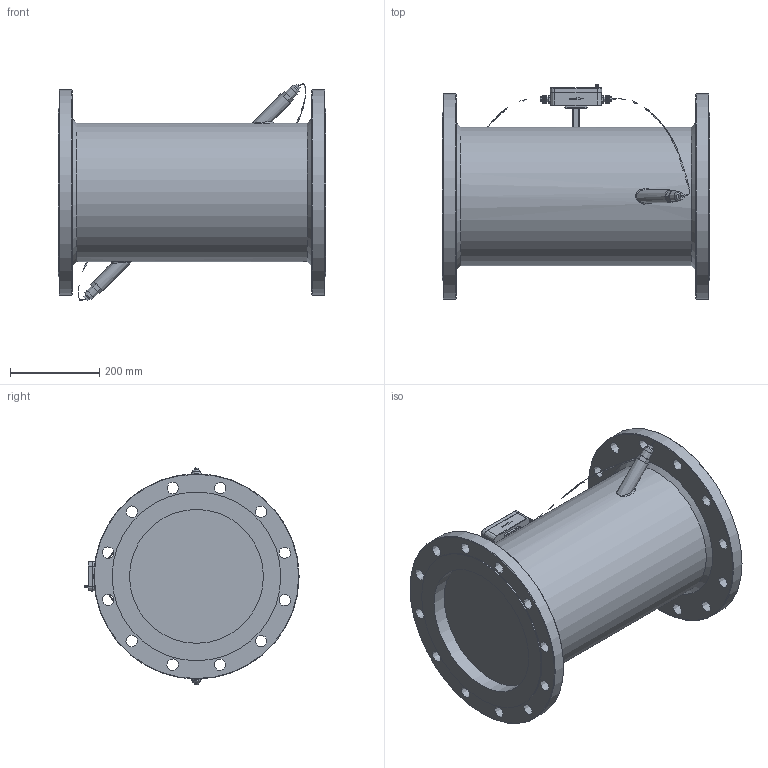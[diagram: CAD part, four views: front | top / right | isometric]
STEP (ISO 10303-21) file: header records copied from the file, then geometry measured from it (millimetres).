
FILE_DESCRIPTION(/* description */ (''),/* implementation_level */ '2;1');
FILE_NAME(/* name */ 'DN300.stp',/* time_stamp */ '2015-07-29T10:46:03+03:00',/* author */ ('ZavodPSI'),/* organization */ (''),/* preprocessor_version */ 'ST-DEVELOPER v15.6',/* originating_system */ 'Autodesk Inventor 2015',/* authorisation */ '');
FILE_SCHEMA (('AUTOMOTIVE_DESIGN { 1 0 10303 214 3 1 1 }'));
Length unit declared in the file: millimetre
Products named in the file (1): DN300
Bounding box: 600 x 480 x 487.52 mm (x, y, z)
Volume: 46390381.8 mm3; surface area: 1347630.8 mm2
Topology: 20 solids, 20 shells, 621 faces, 1642 edges, 1083 vertices
Faces by surface type: plane 416, cylinder 163, bspline 26, torus 12, cone 4
Full cylindrical faces by diameter (mm): 2 x1, 4 x3, 6 x2, 12 x2, 14 x2, 21 x2, 23 x2, 26 x24, 30 x2, 300 x2, 310 x1, 378 x2, 460 x2
Entity records: 24369 total; most frequent: CARTESIAN_POINT 8293, ORIENTED_EDGE 3168, DIRECTION 3064, EDGE_CURVE 1584, LINE 1176, VECTOR 1176, VERTEX_POINT 1081, AXIS2_PLACEMENT_3D 944
